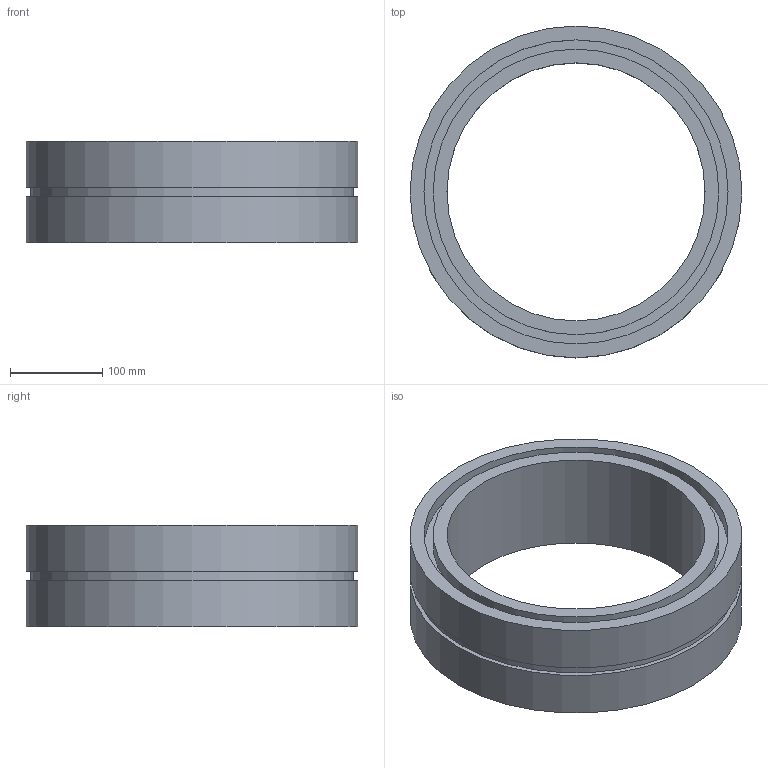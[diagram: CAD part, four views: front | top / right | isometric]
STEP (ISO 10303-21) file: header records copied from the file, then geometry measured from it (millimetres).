
FILE_DESCRIPTION(('FreeCAD Model'),'2;1');
FILE_NAME('Bague.step', '2018-07-01T14:24:02',('Author'),(''), 'Open CASCADE STEP processor 7.2','FreeCAD','Unknown');
FILE_SCHEMA(('AUTOMOTIVE_DESIGN { 1 0 10303 214 1 1 1 1 }'));
Length unit declared in the file: millimetre
Products named in the file (1): Bague
Bounding box: 360 x 360 x 110 mm (x, y, z)
Volume: 4066006.3 mm3; surface area: 372750 mm2
Topology: 1 solids, 1 shells, 16 faces, 24 edges, 16 vertices
Faces by surface type: plane 8, cylinder 8
Full cylindrical faces by diameter (mm): 280 x1, 310 x2, 330 x2, 350 x1, 360 x2
Entity records: 669 total; most frequent: CARTESIAN_POINT 137, DIRECTION 90, ORIENTED_EDGE 48, PCURVE 48, DEFINITIONAL_REPRESENTATION 48, AXIS2_PLACEMENT_3D 33, CIRCLE 32, B_SPLINE_CURVE_WITH_KNOTS 32
